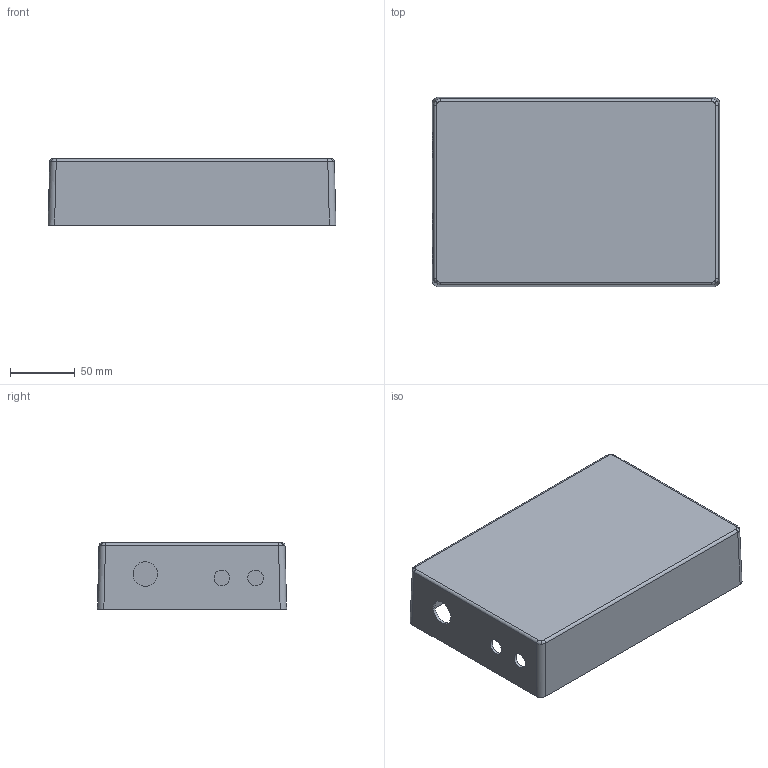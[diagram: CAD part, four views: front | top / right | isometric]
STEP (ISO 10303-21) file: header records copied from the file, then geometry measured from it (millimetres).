
FILE_DESCRIPTION(('FreeCAD Model'),'2;1');
FILE_NAME('Open CASCADE Shape Model','2026-01-29T13:30:07',(''),(''), 'Open CASCADE STEP processor 7.7','FreeCAD','Unknown');
FILE_SCHEMA(('AUTOMOTIVE_DESIGN { 1 0 10303 214 1 1 1 1 }'));
Length unit declared in the file: millimetre
Products named in the file (1): Cylinder008
Bounding box: 222 x 146 x 51 mm (x, y, z)
Volume: 141040 mm3; surface area: 134380.8 mm2
Topology: 1 solids, 1 shells, 383 faces, 1012 edges, 658 vertices
Faces by surface type: bspline 180, plane 138, cylinder 51, cone 12, torus 2
Full cylindrical faces by diameter (mm): 3 x6, 12 x2, 19 x1
Entity records: 20934 total; most frequent: CARTESIAN_POINT 12604, ORIENTED_EDGE 2024, DIRECTION 1166, EDGE_CURVE 1012, VERTEX_POINT 658, LINE 546, VECTOR 546, FACE_BOUND 416
